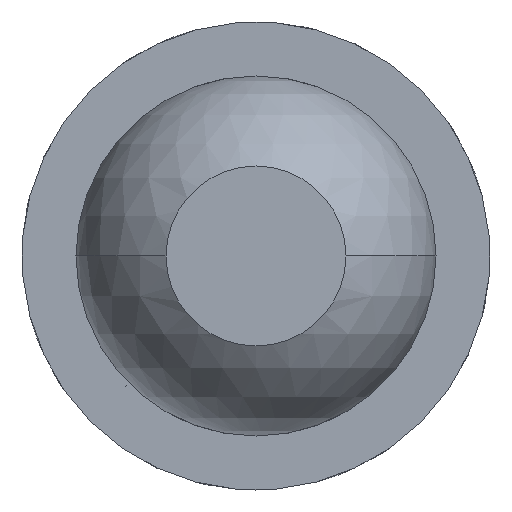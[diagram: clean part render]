
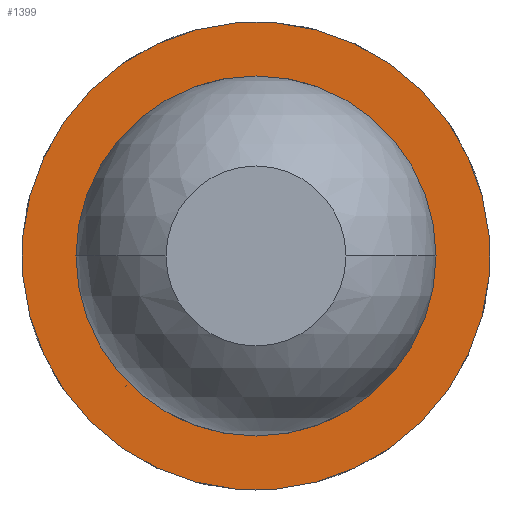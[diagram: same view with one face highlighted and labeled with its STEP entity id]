
A CAD part, front view. The second image highlights one B-rep face of the part: STEP entity #1399.
In plain terms, the highlighted planar face has unit normal (0, -1, 0).
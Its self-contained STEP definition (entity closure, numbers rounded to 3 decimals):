
#408 = CARTESIAN_POINT ( 'NONE',  ( 0., 5.3, 0. ) ) ;
#551 = DIRECTION ( 'NONE',  ( 0., 1., 0. ) ) ;
#654 = DIRECTION ( 'NONE',  ( -0.707, 0., -0.707 ) ) ;
#698 = CARTESIAN_POINT ( 'NONE',  ( 0.177, 5.3, 0.177 ) ) ;
#871 = DIRECTION ( 'NONE',  ( 0., 1., 0. ) ) ;
#952 = EDGE_CURVE ( 'Defeature ausgef�hrt4_5+Defeature ausgef�hrt4_4+Defeature ausgef�hrt4_4+Defeature ausgef�hrt4_4', #1050, #2520, #1515, .T. ) ;
#1030 = CARTESIAN_POINT ( 'NONE',  ( -0.46, 5.3, -0.46 ) ) ;
#1050 = VERTEX_POINT ( 'NONE', #2356 ) ;
#1075 = EDGE_CURVE ( 'Defeature ausgef�hrt4_6+Defeature ausgef�hrt4_5+Defeature ausgef�hrt4_5+Defeature ausgef�hrt4_5', #2367, #3891, #3696, .T. ) ;
#1111 = DIRECTION ( 'NONE',  ( -0.707, 0., -0.707 ) ) ;
#1117 = EDGE_LOOP ( 'NONE', ( #3352, #2666 ) ) ;
#1230 = CARTESIAN_POINT ( 'NONE',  ( 0., 5.3, 0. ) ) ;
#1307 = DIRECTION ( 'NONE',  ( 0., 1., 0. ) ) ;
#1399 = ADVANCED_FACE ( 'Defeature ausgef�hrt4_5', ( #2544, #3458 ), #3736, .F. ) ;
#1445 = CARTESIAN_POINT ( 'NONE',  ( 0.46, 5.3, 0.46 ) ) ;
#1515 = CIRCLE ( 'NONE', #3780, 0.25 ) ;
#1548 = EDGE_CURVE ( 'Defeature ausgef�hrt4_6+Defeature ausgef�hrt4_5+Defeature ausgef�hrt4_5+Defeature ausgef�hrt4_5', #3891, #2367, #2779, .T. ) ;
#1732 = CARTESIAN_POINT ( 'NONE',  ( 0., 5.3, 0. ) ) ;
#1752 = EDGE_LOOP ( 'NONE', ( #3886, #2801 ) ) ;
#1770 = AXIS2_PLACEMENT_3D ( 'NONE', #3762, #1307, #3102 ) ;
#1859 = CIRCLE ( 'NONE', #2095, 0.25 ) ;
#2062 = AXIS2_PLACEMENT_3D ( 'NONE', #1230, #3700, #3374 ) ;
#2095 = AXIS2_PLACEMENT_3D ( 'NONE', #408, #3146, #654 ) ;
#2356 = CARTESIAN_POINT ( 'NONE',  ( -0.177, 5.3, -0.177 ) ) ;
#2367 = VERTEX_POINT ( 'NONE', #1030 ) ;
#2520 = VERTEX_POINT ( 'NONE', #698 ) ;
#2544 = FACE_OUTER_BOUND ( 'NONE', #1752, .T. ) ;
#2666 = ORIENTED_EDGE ( 'NONE', *, *, #3637, .T. ) ;
#2779 = CIRCLE ( 'NONE', #2062, 0.65 ) ;
#2801 = ORIENTED_EDGE ( 'NONE', *, *, #1548, .F. ) ;
#3102 = DIRECTION ( 'NONE',  ( -0.707, 0., -0.707 ) ) ;
#3146 = DIRECTION ( 'NONE',  ( 0., 1., 0. ) ) ;
#3281 = DIRECTION ( 'NONE',  ( -0.707, 0., -0.707 ) ) ;
#3352 = ORIENTED_EDGE ( 'NONE', *, *, #952, .T. ) ;
#3374 = DIRECTION ( 'NONE',  ( -0.707, 0., -0.707 ) ) ;
#3393 = AXIS2_PLACEMENT_3D ( 'NONE', #3874, #871, #3281 ) ;
#3458 = FACE_BOUND ( 'NONE', #1117, .T. ) ;
#3637 = EDGE_CURVE ( 'Defeature ausgef�hrt4_5+Defeature ausgef�hrt4_4+Defeature ausgef�hrt4_4+Defeature ausgef�hrt4_4', #2520, #1050, #1859, .T. ) ;
#3696 = CIRCLE ( 'NONE', #3393, 0.65 ) ;
#3700 = DIRECTION ( 'NONE',  ( 0., 1., 0. ) ) ;
#3736 = PLANE ( 'NONE',  #1770 ) ;
#3762 = CARTESIAN_POINT ( 'NONE',  ( 0.177, 5.3, 0.177 ) ) ;
#3780 = AXIS2_PLACEMENT_3D ( 'NONE', #1732, #551, #1111 ) ;
#3874 = CARTESIAN_POINT ( 'NONE',  ( 0., 5.3, 0. ) ) ;
#3886 = ORIENTED_EDGE ( 'NONE', *, *, #1075, .F. ) ;
#3891 = VERTEX_POINT ( 'NONE', #1445 ) ;
